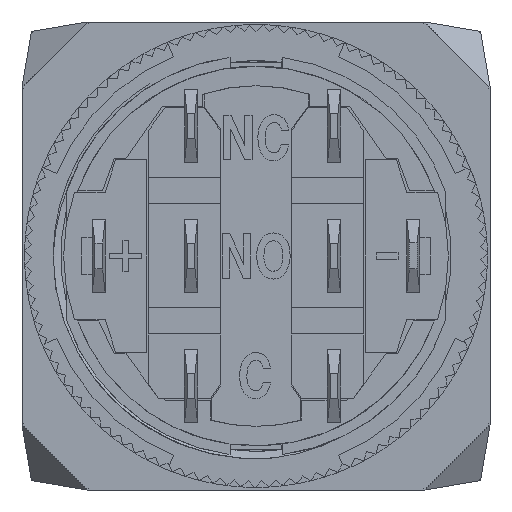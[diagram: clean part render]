
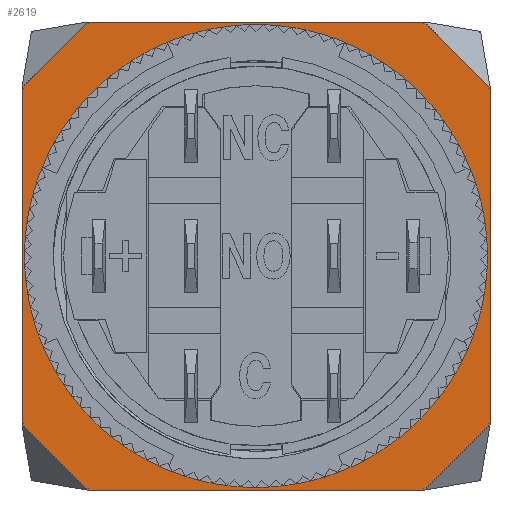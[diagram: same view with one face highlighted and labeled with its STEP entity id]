
A CAD part, front view. The second image highlights one B-rep face of the part: STEP entity #2619.
In plain terms, the highlighted planar face has unit normal (0, -1, 0).
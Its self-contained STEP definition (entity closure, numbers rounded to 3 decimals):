
#2619 = ADVANCED_FACE( '', ( #5428, #5429 ), #5430, .T. );
#5428 = FACE_BOUND( '', #10144, .T. );
#5429 = FACE_OUTER_BOUND( '', #10145, .T. );
#5430 = PLANE( '', #10146 );
#10144 = EDGE_LOOP( '', ( #19665 ) );
#10145 = EDGE_LOOP( '', ( #19666, #19667, #19668, #19669, #19670, #19671, #19672, #19673 ) );
#10146 = AXIS2_PLACEMENT_3D( '', #19674, #19675, #19676 );
#19665 = ORIENTED_EDGE( '', *, *, #24218, .F. );
#19666 = ORIENTED_EDGE( '', *, *, #24587, .F. );
#19667 = ORIENTED_EDGE( '', *, *, #24679, .F. );
#19668 = ORIENTED_EDGE( '', *, *, #24452, .F. );
#19669 = ORIENTED_EDGE( '', *, *, #23537, .F. );
#19670 = ORIENTED_EDGE( '', *, *, #24061, .F. );
#19671 = ORIENTED_EDGE( '', *, *, #24011, .F. );
#19672 = ORIENTED_EDGE( '', *, *, #24374, .F. );
#19673 = ORIENTED_EDGE( '', *, *, #23663, .F. );
#19674 = CARTESIAN_POINT( '', ( 0., 20.3, 0. ) );
#19675 = DIRECTION( '', ( 0., -1., 0. ) );
#19676 = DIRECTION( '', ( -1., 0., 0. ) );
#23537 = EDGE_CURVE( '', #27744, #28876, #28880, .T. );
#23663 = EDGE_CURVE( '', #29045, #28950, #29047, .T. );
#24011 = EDGE_CURVE( '', #29503, #29501, #29505, .T. );
#24061 = EDGE_CURVE( '', #29501, #27744, #29568, .T. );
#24218 = EDGE_CURVE( '', #29767, #29767, #29768, .T. );
#24374 = EDGE_CURVE( '', #28950, #29503, #29948, .T. );
#24452 = EDGE_CURVE( '', #28876, #29013, #30041, .T. );
#24587 = EDGE_CURVE( '', #26089, #29045, #30194, .T. );
#24679 = EDGE_CURVE( '', #29013, #26089, #30297, .T. );
#26089 = VERTEX_POINT( '', #32312 );
#27744 = VERTEX_POINT( '', #35031 );
#28876 = VERTEX_POINT( '', #37490 );
#28880 = LINE( '', #37497, #37498 );
#28950 = VERTEX_POINT( '', #37602 );
#29013 = VERTEX_POINT( '', #37704 );
#29045 = VERTEX_POINT( '', #37750 );
#29047 = LINE( '', #37753, #37754 );
#29501 = VERTEX_POINT( '', #38605 );
#29503 = VERTEX_POINT( '', #38608 );
#29505 = LINE( '', #38611, #38612 );
#29568 = LINE( '', #38705, #38706 );
#29767 = VERTEX_POINT( '', #39069 );
#29768 = CIRCLE( '', #39070, 8.9 );
#29948 = LINE( '', #39385, #39386 );
#30041 = LINE( '', #39560, #39561 );
#30194 = LINE( '', #39849, #39850 );
#30297 = LINE( '', #40190, #40191 );
#32312 = CARTESIAN_POINT( '', ( 9., 20.3, -6.5 ) );
#35031 = CARTESIAN_POINT( '', ( -6.5, 20.3, 9. ) );
#37490 = CARTESIAN_POINT( '', ( 6.5, 20.3, 9. ) );
#37497 = CARTESIAN_POINT( '', ( -6.5, 20.3, 9. ) );
#37498 = VECTOR( '', #43098, 1000. );
#37602 = CARTESIAN_POINT( '', ( -6.5, 20.3, -9. ) );
#37704 = CARTESIAN_POINT( '', ( 9., 20.3, 6.5 ) );
#37750 = CARTESIAN_POINT( '', ( 6.5, 20.3, -9. ) );
#37753 = CARTESIAN_POINT( '', ( 6.5, 20.3, -9. ) );
#37754 = VECTOR( '', #43201, 1000. );
#38605 = CARTESIAN_POINT( '', ( -9., 20.3, 6.5 ) );
#38608 = CARTESIAN_POINT( '', ( -9., 20.3, -6.5 ) );
#38611 = CARTESIAN_POINT( '', ( -9., 20.3, -6.5 ) );
#38612 = VECTOR( '', #43494, 1000. );
#38705 = CARTESIAN_POINT( '', ( -9., 20.3, 6.5 ) );
#38706 = VECTOR( '', #43531, 1000. );
#39069 = CARTESIAN_POINT( '', ( 8.9, 20.3, 0. ) );
#39070 = AXIS2_PLACEMENT_3D( '', #43646, #43647, #43648 );
#39385 = CARTESIAN_POINT( '', ( -6.5, 20.3, -9. ) );
#39386 = VECTOR( '', #43754, 1000. );
#39560 = CARTESIAN_POINT( '', ( 6.5, 20.3, 9. ) );
#39561 = VECTOR( '', #43800, 1000. );
#39849 = CARTESIAN_POINT( '', ( 9., 20.3, -6.5 ) );
#39850 = VECTOR( '', #43855, 1000. );
#40190 = CARTESIAN_POINT( '', ( 9., 20.3, 6.5 ) );
#40191 = VECTOR( '', #43914, 1000. );
#43098 = DIRECTION( '', ( 1., 0., 0. ) );
#43201 = DIRECTION( '', ( -1., 0., 0. ) );
#43494 = DIRECTION( '', ( 0., 0., 1. ) );
#43531 = DIRECTION( '', ( 0.707, 0., 0.707 ) );
#43646 = CARTESIAN_POINT( '', ( 0., 20.3, 0. ) );
#43647 = DIRECTION( '', ( 0., -1., 0. ) );
#43648 = DIRECTION( '', ( 1., 0., 0. ) );
#43754 = DIRECTION( '', ( -0.707, 0., 0.707 ) );
#43800 = DIRECTION( '', ( 0.707, 0., -0.707 ) );
#43855 = DIRECTION( '', ( -0.707, 0., -0.707 ) );
#43914 = DIRECTION( '', ( 0., 0., -1. ) );
